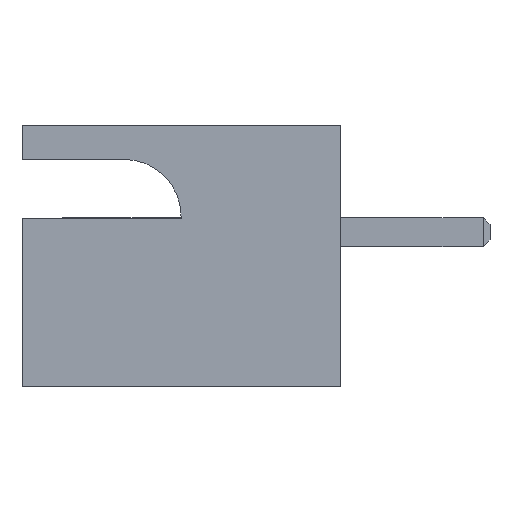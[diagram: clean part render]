
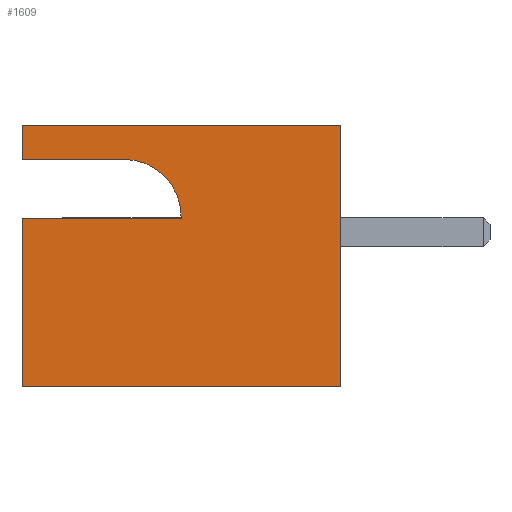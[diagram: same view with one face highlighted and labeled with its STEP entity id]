
A CAD part, left-side view. The second image highlights one B-rep face of the part: STEP entity #1609.
In plain terms, the highlighted planar face has unit normal (-1, 0, 0).
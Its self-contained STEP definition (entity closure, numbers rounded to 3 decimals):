
#810 = VERTEX_POINT('',#811);
#811 = CARTESIAN_POINT('',(-8.7,0.,-2.875));
#817 = EDGE_CURVE('',#818,#810,#820,.T.);
#818 = VERTEX_POINT('',#819);
#819 = CARTESIAN_POINT('',(-8.7,7.,-2.875));
#820 = LINE('',#821,#822);
#821 = CARTESIAN_POINT('',(-8.7,7.,-2.875));
#822 = VECTOR('',#823,1.);
#823 = DIRECTION('',(-0.,-1.,-0.));
#1235 = VERTEX_POINT('',#1236);
#1236 = CARTESIAN_POINT('',(-8.7,7.,2.875));
#1242 = EDGE_CURVE('',#1235,#1243,#1245,.T.);
#1243 = VERTEX_POINT('',#1244);
#1244 = CARTESIAN_POINT('',(-8.7,0.,2.875));
#1245 = LINE('',#1246,#1247);
#1246 = CARTESIAN_POINT('',(-8.7,7.,2.875));
#1247 = VECTOR('',#1248,1.);
#1248 = DIRECTION('',(-0.,-1.,-0.));
#1476 = VERTEX_POINT('',#1477);
#1477 = CARTESIAN_POINT('',(-8.7,7.,2.125));
#1485 = EDGE_CURVE('',#1476,#1235,#1486,.T.);
#1486 = LINE('',#1487,#1488);
#1487 = CARTESIAN_POINT('',(-8.7,7.,-2.875));
#1488 = VECTOR('',#1489,1.);
#1489 = DIRECTION('',(0.,0.,1.));
#1539 = EDGE_CURVE('',#818,#1540,#1542,.T.);
#1540 = VERTEX_POINT('',#1541);
#1541 = CARTESIAN_POINT('',(-8.7,7.,0.825));
#1542 = LINE('',#1543,#1544);
#1543 = CARTESIAN_POINT('',(-8.7,7.,-2.875));
#1544 = VECTOR('',#1545,1.);
#1545 = DIRECTION('',(0.,0.,1.));
#1609 = ADVANCED_FACE('',(#1610),#1653,.F.);
#1610 = FACE_BOUND('',#1611,.T.);
#1611 = EDGE_LOOP('',(#1612,#1613,#1621,#1630,#1638,#1644,#1645,#1646,
    #1652));
#1612 = ORIENTED_EDGE('',*,*,#1485,.F.);
#1613 = ORIENTED_EDGE('',*,*,#1614,.T.);
#1614 = EDGE_CURVE('',#1476,#1615,#1617,.T.);
#1615 = VERTEX_POINT('',#1616);
#1616 = CARTESIAN_POINT('',(-8.7,4.75,2.125));
#1617 = LINE('',#1618,#1619);
#1618 = CARTESIAN_POINT('',(-8.7,7.,2.125));
#1619 = VECTOR('',#1620,1.);
#1620 = DIRECTION('',(0.,-1.,0.));
#1621 = ORIENTED_EDGE('',*,*,#1622,.T.);
#1622 = EDGE_CURVE('',#1615,#1623,#1625,.T.);
#1623 = VERTEX_POINT('',#1624);
#1624 = CARTESIAN_POINT('',(-8.7,3.5,0.875));
#1625 = CIRCLE('',#1626,1.25);
#1626 = AXIS2_PLACEMENT_3D('',#1627,#1628,#1629);
#1627 = CARTESIAN_POINT('',(-8.7,4.75,0.875));
#1628 = DIRECTION('',(1.,0.,0.));
#1629 = DIRECTION('',(0.,-0.,-1.));
#1630 = ORIENTED_EDGE('',*,*,#1631,.T.);
#1631 = EDGE_CURVE('',#1623,#1632,#1634,.T.);
#1632 = VERTEX_POINT('',#1633);
#1633 = CARTESIAN_POINT('',(-8.7,3.5,0.825));
#1634 = LINE('',#1635,#1636);
#1635 = CARTESIAN_POINT('',(-8.7,3.5,0.875));
#1636 = VECTOR('',#1637,1.);
#1637 = DIRECTION('',(0.,0.,-1.));
#1638 = ORIENTED_EDGE('',*,*,#1639,.T.);
#1639 = EDGE_CURVE('',#1632,#1540,#1640,.T.);
#1640 = LINE('',#1641,#1642);
#1641 = CARTESIAN_POINT('',(-8.7,7.,0.825));
#1642 = VECTOR('',#1643,1.);
#1643 = DIRECTION('',(-0.,1.,0.));
#1644 = ORIENTED_EDGE('',*,*,#1539,.F.);
#1645 = ORIENTED_EDGE('',*,*,#817,.T.);
#1646 = ORIENTED_EDGE('',*,*,#1647,.T.);
#1647 = EDGE_CURVE('',#810,#1243,#1648,.T.);
#1648 = LINE('',#1649,#1650);
#1649 = CARTESIAN_POINT('',(-8.7,0.,-2.875));
#1650 = VECTOR('',#1651,1.);
#1651 = DIRECTION('',(0.,0.,1.));
#1652 = ORIENTED_EDGE('',*,*,#1242,.F.);
#1653 = PLANE('',#1654);
#1654 = AXIS2_PLACEMENT_3D('',#1655,#1656,#1657);
#1655 = CARTESIAN_POINT('',(-8.7,7.,-2.875));
#1656 = DIRECTION('',(1.,-0.,0.));
#1657 = DIRECTION('',(0.,0.,-1.));
